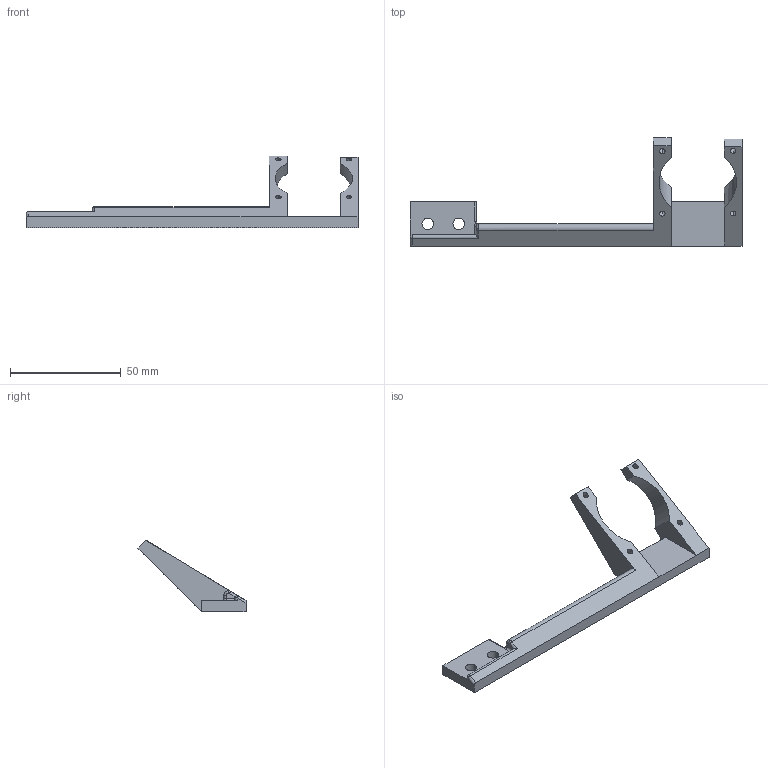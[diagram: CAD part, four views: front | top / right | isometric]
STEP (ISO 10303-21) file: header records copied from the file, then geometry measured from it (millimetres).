
FILE_DESCRIPTION (( 'STEP AP214' ), '1' );
FILE_NAME ('08_00_00-fan_bracket.STEP', '2017-07-24T22:18:51', ( '' ), ( '' ), 'SwSTEP 2.0', 'SolidWorks 2016', '' );
FILE_SCHEMA (( 'AUTOMOTIVE_DESIGN' ));
Length unit declared in the file: millimetre
Products named in the file (1): 08_00_00-fan_bracket
Bounding box: 150 x 48.81 x 32.35 mm (x, y, z)
Volume: 18084.6 mm3; surface area: 9554.3 mm2
Topology: 1 solids, 1 shells, 51 faces, 137 edges, 87 vertices
Faces by surface type: cylinder 23, plane 23, torus 4, sphere 1
Entity records: 1649 total; most frequent: CARTESIAN_POINT 326, ORIENTED_EDGE 272, DIRECTION 265, EDGE_CURVE 136, AXIS2_PLACEMENT_3D 92, VERTEX_POINT 87, VECTOR 81, LINE 81
